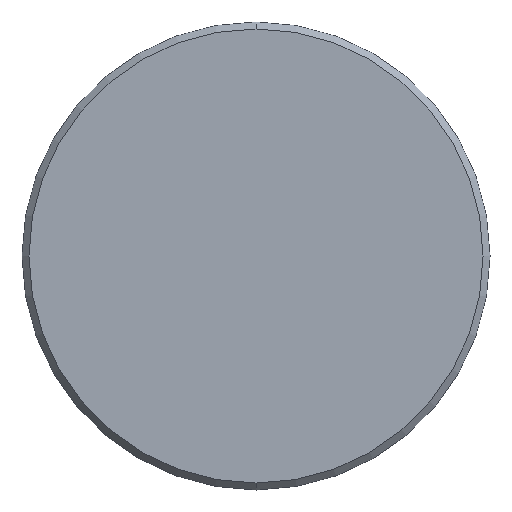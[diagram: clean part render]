
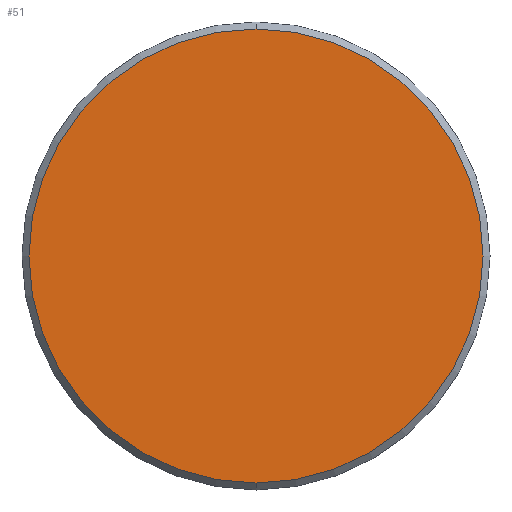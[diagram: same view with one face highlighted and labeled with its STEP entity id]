
A CAD part, front view. The second image highlights one B-rep face of the part: STEP entity #51.
In plain terms, the highlighted planar face has unit normal (0, -1, 0).
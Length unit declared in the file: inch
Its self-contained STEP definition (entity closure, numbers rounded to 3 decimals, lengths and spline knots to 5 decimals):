
#1 = AXIS2_PLACEMENT_3D ( 'NONE', #144, #143, #149 ) ;
#18 = EDGE_CURVE ( 'NONE', #67, #68, #229, .T. ) ;
#21 = AXIS2_PLACEMENT_3D ( 'NONE', #107, #106, #65 ) ;
#28 = EDGE_CURVE ( 'NONE', #68, #67, #225, .T. ) ;
#39 = AXIS2_PLACEMENT_3D ( 'NONE', #116, #123, #142 ) ;
#51 = ADVANCED_FACE ( 'NONE', ( #237 ), #105, .F. ) ;
#65 = DIRECTION ( 'NONE',  ( 0., 0., 1. ) ) ;
#67 = VERTEX_POINT ( 'NONE', #75 ) ;
#68 = VERTEX_POINT ( 'NONE', #76 ) ;
#75 = CARTESIAN_POINT ( 'NONE',  ( 0., 0., 0.19309 ) ) ;
#76 = CARTESIAN_POINT ( 'NONE',  ( 0., 0., -0.19309 ) ) ;
#105 = PLANE ( 'NONE',  #21 ) ;
#106 = DIRECTION ( 'NONE',  ( 0., 1., 0. ) ) ;
#107 = CARTESIAN_POINT ( 'NONE',  ( 0., 0., 0. ) ) ;
#116 = CARTESIAN_POINT ( 'NONE',  ( 0., 0., 0. ) ) ;
#123 = DIRECTION ( 'NONE',  ( 0., -1., 0. ) ) ;
#142 = DIRECTION ( 'NONE',  ( 0., 0., 1. ) ) ;
#143 = DIRECTION ( 'NONE',  ( 0., -1., 0. ) ) ;
#144 = CARTESIAN_POINT ( 'NONE',  ( 0., 0., 0. ) ) ;
#149 = DIRECTION ( 'NONE',  ( 0., 0., 1. ) ) ;
#225 = CIRCLE ( 'NONE', #1, 0.19309 ) ;
#229 = CIRCLE ( 'NONE', #39, 0.19309 ) ;
#232 = ORIENTED_EDGE ( 'NONE', *, *, #28, .T. ) ;
#234 = ORIENTED_EDGE ( 'NONE', *, *, #18, .T. ) ;
#237 = FACE_OUTER_BOUND ( 'NONE', #239, .T. ) ;
#239 = EDGE_LOOP ( 'NONE', ( #234, #232 ) ) ;
